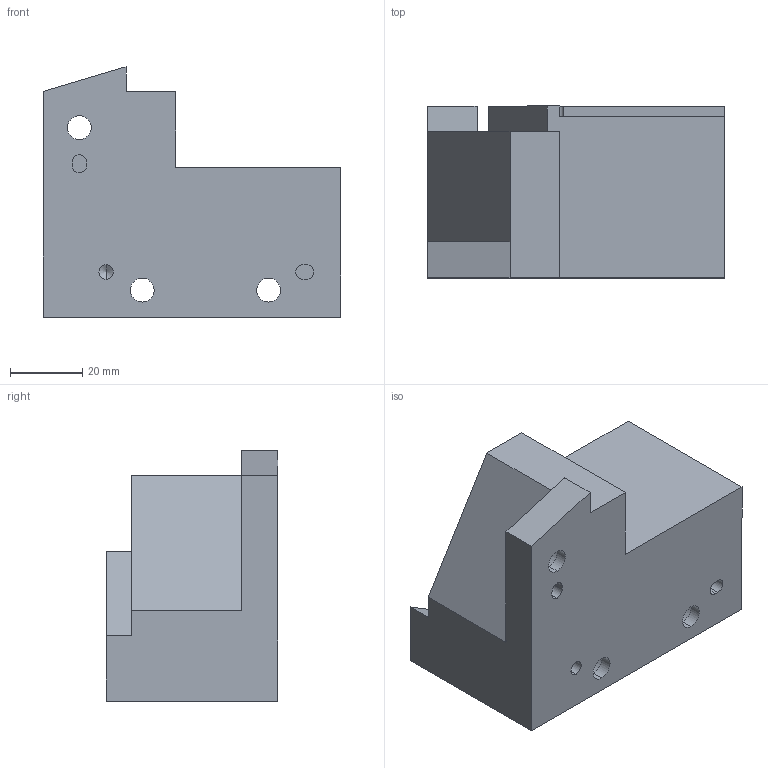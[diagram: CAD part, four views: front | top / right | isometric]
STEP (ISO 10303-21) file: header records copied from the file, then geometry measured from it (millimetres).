
FILE_DESCRIPTION (( 'STEP AP203' ), '1' );
FILE_NAME ('4_Vbase_1inch.STEP', '2021-11-03T13:08:00', ( '' ), ( '' ), 'SwSTEP 2.0', 'SolidWorks 2020', '' );
FILE_SCHEMA (( 'CONFIG_CONTROL_DESIGN' ));
Length unit declared in the file: millimetre
Products named in the file (1): 4_Vbase_1inch
Bounding box: 82.45 x 47.6 x 69.37 mm (x, y, z)
Volume: 131277.8 mm3; surface area: 22759.9 mm2
Topology: 1 solids, 1 shells, 85 faces, 216 edges, 132 vertices
Faces by surface type: cylinder 36, plane 35, cone 14
Entity records: 2554 total; most frequent: DIRECTION 447, CARTESIAN_POINT 420, ORIENTED_EDGE 404, EDGE_CURVE 202, AXIS2_PLACEMENT_3D 159, VERTEX_POINT 132, VECTOR 129, LINE 129
